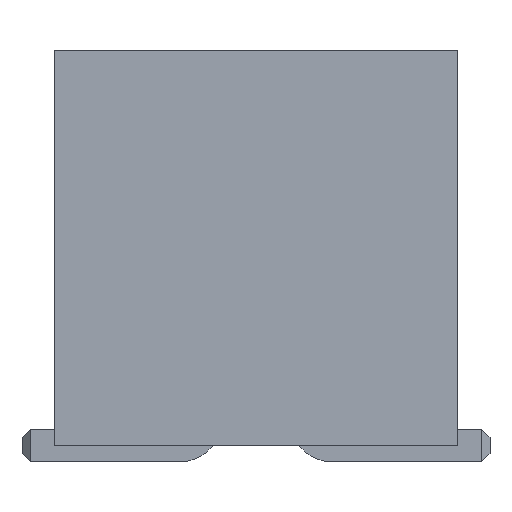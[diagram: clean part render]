
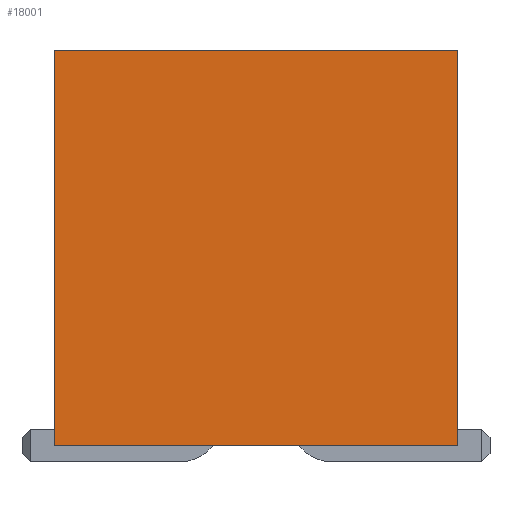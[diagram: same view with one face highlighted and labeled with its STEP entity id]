
A CAD part, front view. The second image highlights one B-rep face of the part: STEP entity #18001.
In plain terms, the highlighted planar face has unit normal (0, -1, 0).
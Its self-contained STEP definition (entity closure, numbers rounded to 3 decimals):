
#1599=FACE_OUTER_BOUND('',#2698,.T.);
#2698=EDGE_LOOP('',(#15904,#15905,#15906,#15907));
#4881=LINE('',#29276,#7088);
#4902=LINE('',#29319,#7109);
#4903=LINE('',#29320,#7110);
#4904=LINE('',#29321,#7111);
#7088=VECTOR('',#24256,10.);
#7109=VECTOR('',#24295,10.);
#7110=VECTOR('',#24296,10.);
#7111=VECTOR('',#24297,10.);
#8570=VERTEX_POINT('',#29273);
#8571=VERTEX_POINT('',#29275);
#8583=VERTEX_POINT('',#29317);
#8584=VERTEX_POINT('',#29318);
#11005=EDGE_CURVE('',#8570,#8571,#4881,.T.);
#11026=EDGE_CURVE('',#8583,#8584,#4902,.T.);
#11027=EDGE_CURVE('',#8584,#8571,#4903,.T.);
#11028=EDGE_CURVE('',#8583,#8570,#4904,.T.);
#15904=ORIENTED_EDGE('',*,*,#11026,.T.);
#15905=ORIENTED_EDGE('',*,*,#11027,.T.);
#15906=ORIENTED_EDGE('',*,*,#11005,.F.);
#15907=ORIENTED_EDGE('',*,*,#11028,.F.);
#16902=PLANE('',#19415);
#18001=ADVANCED_FACE('',(#1599),#16902,.T.);
#19415=AXIS2_PLACEMENT_3D('',#29316,#24293,#24294);
#24256=DIRECTION('',(1.,0.,0.));
#24293=DIRECTION('center_axis',(0.,-1.,0.));
#24294=DIRECTION('ref_axis',(1.,0.,0.));
#24295=DIRECTION('',(1.,0.,0.));
#24296=DIRECTION('',(0.,0.,1.));
#24297=DIRECTION('',(0.,0.,1.));
#29273=CARTESIAN_POINT('',(-2.5,-22.15,4.9));
#29275=CARTESIAN_POINT('',(2.5,-22.15,4.9));
#29276=CARTESIAN_POINT('',(-2.5,-22.15,4.9));
#29316=CARTESIAN_POINT('Origin',(-2.5,-22.15,0.));
#29317=CARTESIAN_POINT('',(-2.5,-22.15,0.));
#29318=CARTESIAN_POINT('',(2.5,-22.15,0.));
#29319=CARTESIAN_POINT('',(-2.5,-22.15,0.));
#29320=CARTESIAN_POINT('',(2.5,-22.15,0.));
#29321=CARTESIAN_POINT('',(-2.5,-22.15,0.));
